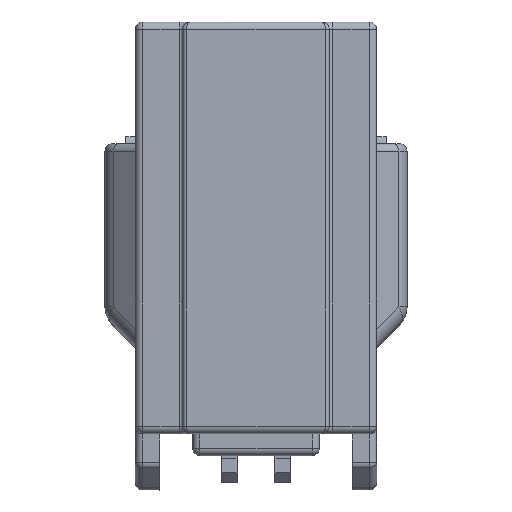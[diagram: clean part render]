
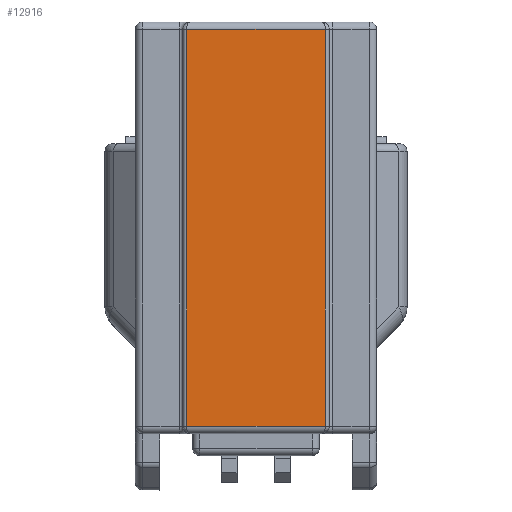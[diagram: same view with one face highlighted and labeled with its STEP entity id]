
A CAD part, top view. The second image highlights one B-rep face of the part: STEP entity #12916.
In plain terms, the highlighted planar face has unit normal (0, 0, 1).
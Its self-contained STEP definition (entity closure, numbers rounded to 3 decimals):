
#2073=DIRECTION('',(0.,1.,0.));
#2074=VECTOR('',#2073,16.3);
#2075=CARTESIAN_POINT('',(-2.85,3.95,
-4.05));
#2076=LINE('',#2075,#2074);
#2213=DIRECTION('',(-1.,0.,0.));
#2214=VECTOR('',#2213,5.7);
#2215=CARTESIAN_POINT('',(2.85,3.95,-4.05));
#2216=LINE('',#2215,#2214);
#2276=DIRECTION('',(0.,-1.,0.));
#2277=VECTOR('',#2276,16.3);
#2278=CARTESIAN_POINT('',(2.85,20.25,-4.05));
#2279=LINE('',#2278,#2277);
#2284=CARTESIAN_POINT('',(2.85,20.25,-4.05));
#2325=DIRECTION('',(1.,0.,0.));
#2326=VECTOR('',#2325,5.7);
#2327=CARTESIAN_POINT('',(-2.85,20.25,-4.05));
#2328=LINE('',#2327,#2326);
#2368=CARTESIAN_POINT('',(-2.85,20.25,-4.05));
#7443=VERTEX_POINT('',#2284);
#7446=VERTEX_POINT('',#2368);
#7580=CARTESIAN_POINT('',(-2.85,3.95,
-4.05));
#7581=VERTEX_POINT('',#7580);
#7582=CARTESIAN_POINT('',(2.85,3.95,-4.05));
#7583=VERTEX_POINT('',#7582);
#12904=CARTESIAN_POINT('',(11.55,3.95,-4.05));
#12905=DIRECTION('',(0.,0.,1.));
#12906=DIRECTION('',(1.,0.,0.));
#12907=AXIS2_PLACEMENT_3D('',#12904,#12905,#12906);
#12908=PLANE('',#12907);
#12909=ORIENTED_EDGE('',*,*,#12198,.T.);
#12911=ORIENTED_EDGE('',*,*,#12910,.T.);
#12912=ORIENTED_EDGE('',*,*,#12894,.T.);
#12913=ORIENTED_EDGE('',*,*,#12563,.T.);
#12914=EDGE_LOOP('',(#12909,#12911,#12912,#12913));
#12915=FACE_OUTER_BOUND('',#12914,.F.);
#12916=ADVANCED_FACE('',(#12915),#12908,.T.);
#12198=EDGE_CURVE('',#7581,#7446,#2076,.T.);
#12563=EDGE_CURVE('',#7583,#7581,#2216,.T.);
#12894=EDGE_CURVE('',#7443,#7583,#2279,.T.);
#12910=EDGE_CURVE('',#7446,#7443,#2328,.T.);
